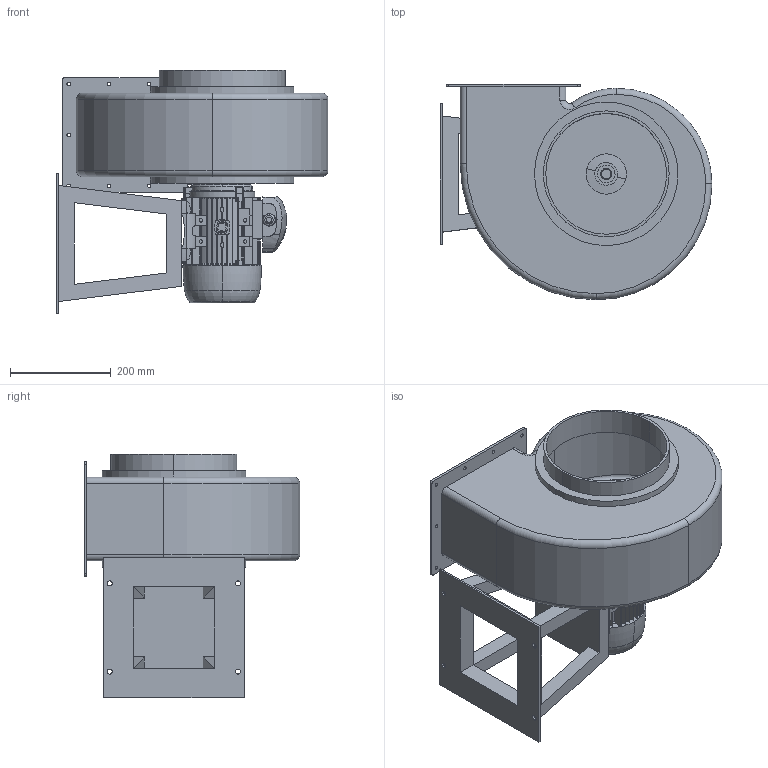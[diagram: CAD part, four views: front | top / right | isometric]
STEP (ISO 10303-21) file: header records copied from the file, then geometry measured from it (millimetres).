
FILE_DESCRIPTION (( 'STEP AP203' ), '1' );
FILE_NAME ('Assieme 200.STEP', '2022-03-28T14:08:29', ( '' ), ( '' ), 'SwSTEP 2.0', 'SolidWorks 2018', '' );
FILE_SCHEMA (( 'CONFIG_CONTROL_DESIGN' ));
Length unit declared in the file: millimetre
Products named in the file (4): Sedia 200; Chiocciola 200; Assieme 200; delphi2_80_B3
Assembly tree (3 placements, depth 2):
  Assieme 200
    Chiocciola 200
    delphi2_80_B3
    Sedia 200
Bounding box: 540 x 428 x 484.6 mm (x, y, z)
Volume: 9961320.9 mm3; surface area: 1819213.4 mm2
Topology: 3 solids, 9 shells, 1196 faces, 3216 edges, 2066 vertices
Faces by surface type: plane 552, cylinder 408, bspline 122, cone 80, torus 34
Entity records: 52197 total; most frequent: CARTESIAN_POINT 22160, ORIENTED_EDGE 6432, DIRECTION 5943, EDGE_CURVE 3216, AXIS2_PLACEMENT_3D 2123, VERTEX_POINT 2066, VECTOR 1697, LINE 1697
